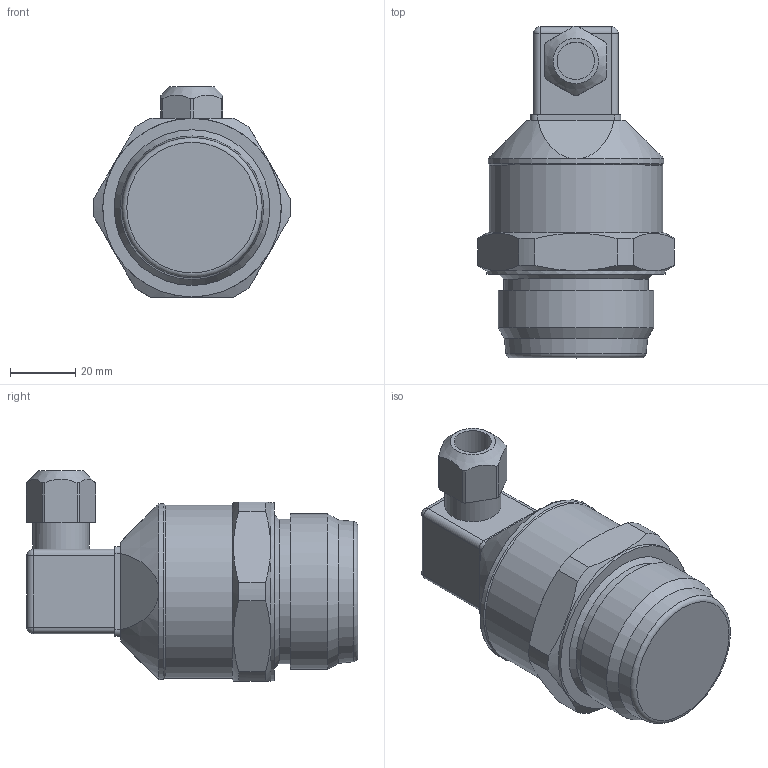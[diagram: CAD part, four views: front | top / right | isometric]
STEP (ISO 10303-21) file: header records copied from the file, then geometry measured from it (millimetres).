
FILE_DESCRIPTION(/* description */ ('Unknown'),/* implementation_level */ '2;1');
FILE_NAME(/* name */ 'RFLS-53N-1-_-G',/* time_stamp */ '2022-01-20T12:23:58+01:00',/* author */ ('Unknown'),/* organization */ ('Unknown'),/* preprocessor_version */ 'ST-DEVELOPER v18.1',/* originating_system */ 'Solid Edge',/* authorisation */ 'Unknown');
FILE_SCHEMA (('AUTOMOTIVE_DESIGN {1 0 10303 214 3 1 1}'));
Length unit declared in the file: millimetre
Products named in the file (1): RFLS-53N-1-_-G
Bounding box: 60.47 x 101.85 x 64.6 mm (x, y, z)
Volume: 168640.9 mm3; surface area: 20594.6 mm2
Topology: 1 solids, 1 shells, 86 faces, 205 edges, 126 vertices
Faces by surface type: plane 37, cylinder 33, cone 11, sphere 4, torus 1
Full cylindrical faces by diameter (mm): 3 x2, 11.5 x1, 17.2 x1, 44.4 x1, 47.803 x1, 53.2 x1, 54 x1, 54.8 x1
Entity records: 3015 total; most frequent: CARTESIAN_POINT 475, DIRECTION 422, ORIENTED_EDGE 356, EDGE_CURVE 178, AXIS2_PLACEMENT_3D 175, VERTEX_POINT 120, EDGE_LOOP 112, FACE_BOUND 112
